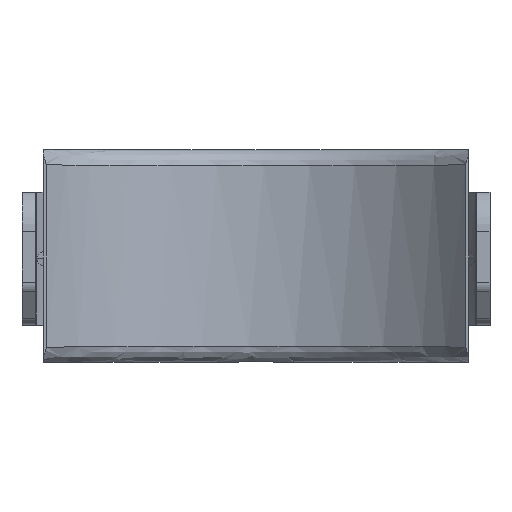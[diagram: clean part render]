
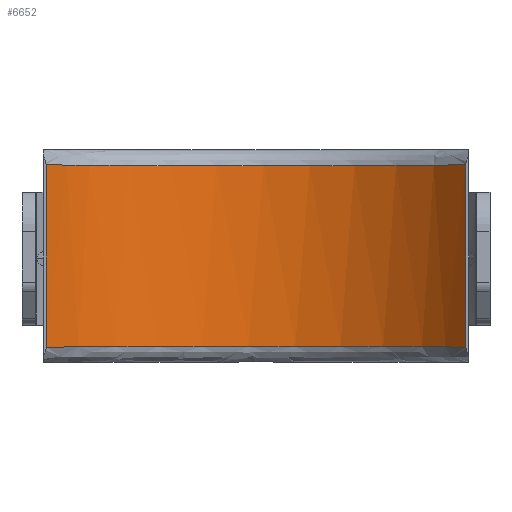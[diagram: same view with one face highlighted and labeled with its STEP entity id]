
A CAD part, front view. The second image highlights one B-rep face of the part: STEP entity #6652.
In plain terms, the highlighted cylindrical face has radius 50.5 mm (diameter 101 mm), a partial arc.
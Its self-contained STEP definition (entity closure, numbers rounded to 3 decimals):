
#40 = CARTESIAN_POINT ( 'NONE',  ( -39.472, -19., 17.163 ) ) ;
#93 = VECTOR ( 'NONE', #6922, 1000. ) ;
#282 = CARTESIAN_POINT ( 'NONE',  ( 18.437, -3.448, 17.004 ) ) ;
#316 = CARTESIAN_POINT ( 'NONE',  ( -18.457, -3.455, 17.004 ) ) ;
#407 = CARTESIAN_POINT ( 'NONE',  ( -32.931, -12.167, -17.065 ) ) ;
#424 = CARTESIAN_POINT ( 'NONE',  ( 1.885, 0.001, -16.999 ) ) ;
#457 = CARTESIAN_POINT ( 'NONE',  ( 34.324, -13.41, -17.079 ) ) ;
#756 = VERTEX_POINT ( 'NONE', #40 ) ;
#905 = CARTESIAN_POINT ( 'NONE',  ( 13.087, -1.689, 17. ) ) ;
#926 = CARTESIAN_POINT ( 'NONE',  ( -23.588, -5.808, 17.014 ) ) ;
#1028 = CARTESIAN_POINT ( 'NONE',  ( -28.414, -8.71, -17.033 ) ) ;
#1059 = CARTESIAN_POINT ( 'NONE',  ( 7.564, -0.533, -16.999 ) ) ;
#1088 = CARTESIAN_POINT ( 'NONE',  ( 38.285, -17.513, -17.137 ) ) ;
#1130 = CARTESIAN_POINT ( 'NONE',  ( 0., -50.5, 20. ) ) ;
#1307 = CARTESIAN_POINT ( 'NONE',  ( 39.472, -19., 17.163 ) ) ;
#1478 = CARTESIAN_POINT ( 'NONE',  ( 38.285, -17.513, 17.137 ) ) ;
#1501 = CARTESIAN_POINT ( 'NONE',  ( 7.564, -0.533, 16.999 ) ) ;
#1538 = CARTESIAN_POINT ( 'NONE',  ( -28.414, -8.71, 17.033 ) ) ;
#1639 = CARTESIAN_POINT ( 'NONE',  ( -23.588, -5.808, -17.014 ) ) ;
#1658 = CARTESIAN_POINT ( 'NONE',  ( 13.087, -1.689, -17. ) ) ;
#1674 = EDGE_CURVE ( 'NONE', #2899, #756, #7328, .T. ) ;
#1874 = B_SPLINE_CURVE_WITH_KNOTS ( 'NONE', 3,
 ( #7778, #6570, #5929, #4098, #407, #4720, #1028, #5344, #1639, #5983, #2264, #6599, #2898, #7201, #3519, #7808, #4126, #424, #4742, #1059, #5366, #1658, #6009, #2300, #6619, #2924, #7229, #3544, #7826, #4153, #457, #4762, #1088, #5394 ),
 .UNSPECIFIED., .F., .F.,
 ( 4, 2, 2, 2, 2, 2, 2, 2, 2, 2, 2, 2, 2, 2, 2, 2, 4 ),
 ( 0., 0.006, 0.011, 0.017, 0.023, 0.028, 0.034, 0.04, 0.045, 0.051, 0.057, 0.062, 0.068, 0.074, 0.079, 0.085, 0.091 ),
 .UNSPECIFIED. ) ;
#2007 = EDGE_CURVE ( 'NONE', #3289, #6481, #1874, .T. ) ;
#2108 = CARTESIAN_POINT ( 'NONE',  ( 34.324, -13.41, 17.079 ) ) ;
#2147 = CARTESIAN_POINT ( 'NONE',  ( 1.885, 0.001, 16.999 ) ) ;
#2167 = CARTESIAN_POINT ( 'NONE',  ( -32.931, -12.167, 17.065 ) ) ;
#2264 = CARTESIAN_POINT ( 'NONE',  ( -18.457, -3.455, -17.004 ) ) ;
#2300 = CARTESIAN_POINT ( 'NONE',  ( 18.437, -3.448, -17.004 ) ) ;
#2481 = FACE_OUTER_BOUND ( 'NONE', #5409, .T. ) ;
#2741 = CARTESIAN_POINT ( 'NONE',  ( 29.976, -9.815, 17.042 ) ) ;
#2764 = CARTESIAN_POINT ( 'NONE',  ( -3.805, -0.108, 16.999 ) ) ;
#2794 = CARTESIAN_POINT ( 'NONE',  ( -37.022, -16.102, 17.115 ) ) ;
#2898 = CARTESIAN_POINT ( 'NONE',  ( -13.051, -1.679, -17. ) ) ;
#2899 = VERTEX_POINT ( 'NONE', #1307 ) ;
#2924 = CARTESIAN_POINT ( 'NONE',  ( 23.61, -5.818, -17.014 ) ) ;
#2942 = EDGE_CURVE ( 'NONE', #2899, #6481, #5210, .T. ) ;
#2990 = EDGE_CURVE ( 'NONE', #756, #3289, #3190, .T. ) ;
#3190 = LINE ( 'NONE', #3235, #93 ) ;
#3235 = CARTESIAN_POINT ( 'NONE',  ( -39.472, -19., 20. ) ) ;
#3289 = VERTEX_POINT ( 'NONE', #7001 ) ;
#3369 = CARTESIAN_POINT ( 'NONE',  ( 25.262, -6.733, 17.019 ) ) ;
#3400 = CARTESIAN_POINT ( 'NONE',  ( -9.388, -0.845, 16.999 ) ) ;
#3427 = CARTESIAN_POINT ( 'NONE',  ( -39.472, -19., 17.163 ) ) ;
#3519 = CARTESIAN_POINT ( 'NONE',  ( -7.538, -0.53, -16.999 ) ) ;
#3544 = CARTESIAN_POINT ( 'NONE',  ( 28.445, -8.731, -17.033 ) ) ;
#3590 = AXIS2_PLACEMENT_3D ( 'NONE', #1130, #7903, #6692 ) ;
#3917 = CYLINDRICAL_SURFACE ( 'NONE', #3590, 50.5 ) ;
#3972 = CARTESIAN_POINT ( 'NONE',  ( 20.181, -4.169, 17.007 ) ) ;
#3996 = CARTESIAN_POINT ( 'NONE',  ( -14.865, -2.2, 17.001 ) ) ;
#4098 = CARTESIAN_POINT ( 'NONE',  ( -34.345, -13.43, -17.079 ) ) ;
#4126 = CARTESIAN_POINT ( 'NONE',  ( -1.92, -0.001, -16.999 ) ) ;
#4138 = ORIENTED_EDGE ( 'NONE', *, *, #1674, .T. ) ;
#4153 = CARTESIAN_POINT ( 'NONE',  ( 32.915, -12.155, -17.065 ) ) ;
#4584 = CARTESIAN_POINT ( 'NONE',  ( 14.89, -2.208, 17.001 ) ) ;
#4613 = CARTESIAN_POINT ( 'NONE',  ( -20.202, -4.179, 17.007 ) ) ;
#4720 = CARTESIAN_POINT ( 'NONE',  ( -29.955, -9.799, -17.042 ) ) ;
#4742 = CARTESIAN_POINT ( 'NONE',  ( 3.782, -0.106, -16.999 ) ) ;
#4762 = CARTESIAN_POINT ( 'NONE',  ( 37.017, -16.096, -17.115 ) ) ;
#5013 = VECTOR ( 'NONE', #7502, 1000. ) ;
#5033 = CARTESIAN_POINT ( 'NONE',  ( 39.472, -19., 20. ) ) ;
#5210 = LINE ( 'NONE', #5033, #5013 ) ;
#5217 = CARTESIAN_POINT ( 'NONE',  ( 9.424, -0.852, 16.999 ) ) ;
#5241 = CARTESIAN_POINT ( 'NONE',  ( -25.23, -6.714, 17.019 ) ) ;
#5344 = CARTESIAN_POINT ( 'NONE',  ( -25.23, -6.714, -17.019 ) ) ;
#5366 = CARTESIAN_POINT ( 'NONE',  ( 9.424, -0.852, -16.999 ) ) ;
#5394 = CARTESIAN_POINT ( 'NONE',  ( 39.472, -19., -17.163 ) ) ;
#5409 = EDGE_LOOP ( 'NONE', ( #5873, #6417, #6084, #4138 ) ) ;
#5815 = CARTESIAN_POINT ( 'NONE',  ( 37.017, -16.096, 17.115 ) ) ;
#5839 = CARTESIAN_POINT ( 'NONE',  ( 3.782, -0.106, 16.999 ) ) ;
#5843 = CARTESIAN_POINT ( 'NONE',  ( 39.472, -19., -17.163 ) ) ;
#5868 = CARTESIAN_POINT ( 'NONE',  ( -29.955, -9.799, 17.042 ) ) ;
#5873 = ORIENTED_EDGE ( 'NONE', *, *, #2990, .T. ) ;
#5929 = CARTESIAN_POINT ( 'NONE',  ( -37.022, -16.102, -17.115 ) ) ;
#5983 = CARTESIAN_POINT ( 'NONE',  ( -20.202, -4.179, -17.007 ) ) ;
#6009 = CARTESIAN_POINT ( 'NONE',  ( 14.89, -2.208, -17.001 ) ) ;
#6084 = ORIENTED_EDGE ( 'NONE', *, *, #2942, .F. ) ;
#6411 = CARTESIAN_POINT ( 'NONE',  ( 39.472, -19., 17.163 ) ) ;
#6417 = ORIENTED_EDGE ( 'NONE', *, *, #2007, .T. ) ;
#6441 = CARTESIAN_POINT ( 'NONE',  ( 32.915, -12.155, 17.065 ) ) ;
#6465 = CARTESIAN_POINT ( 'NONE',  ( -1.92, -0.001, 16.999 ) ) ;
#6481 = VERTEX_POINT ( 'NONE', #5843 ) ;
#6498 = CARTESIAN_POINT ( 'NONE',  ( -34.345, -13.43, 17.079 ) ) ;
#6570 = CARTESIAN_POINT ( 'NONE',  ( -38.285, -17.513, -17.137 ) ) ;
#6599 = CARTESIAN_POINT ( 'NONE',  ( -14.865, -2.2, -17.001 ) ) ;
#6619 = CARTESIAN_POINT ( 'NONE',  ( 20.181, -4.169, -17.007 ) ) ;
#6652 = ADVANCED_FACE ( 'NONE', ( #2481 ), #3917, .F. ) ;
#6692 = DIRECTION ( 'NONE',  ( -1., 0., 0. ) ) ;
#6922 = DIRECTION ( 'NONE',  ( 0., 0., -1. ) ) ;
#7001 = CARTESIAN_POINT ( 'NONE',  ( -39.472, -19., -17.163 ) ) ;
#7042 = CARTESIAN_POINT ( 'NONE',  ( 28.445, -8.731, 17.033 ) ) ;
#7072 = CARTESIAN_POINT ( 'NONE',  ( -7.538, -0.53, 16.999 ) ) ;
#7096 = CARTESIAN_POINT ( 'NONE',  ( -38.285, -17.513, 17.137 ) ) ;
#7201 = CARTESIAN_POINT ( 'NONE',  ( -9.388, -0.845, -16.999 ) ) ;
#7229 = CARTESIAN_POINT ( 'NONE',  ( 25.262, -6.733, -17.019 ) ) ;
#7328 = B_SPLINE_CURVE_WITH_KNOTS ( 'NONE', 3,
 ( #6411, #1478, #5815, #2108, #6441, #2741, #7042, #3369, #7647, #3972, #282, #4584, #905, #5217, #1501, #5839, #2147, #6465, #2764, #7072, #3400, #7680, #3996, #316, #4613, #926, #5241, #1538, #5868, #2167, #6498, #2794, #7096, #3427 ),
 .UNSPECIFIED., .F., .F.,
 ( 4, 2, 2, 2, 2, 2, 2, 2, 2, 2, 2, 2, 2, 2, 2, 2, 4 ),
 ( 0., 0.006, 0.011, 0.017, 0.023, 0.028, 0.034, 0.04, 0.046, 0.051, 0.057, 0.063, 0.068, 0.074, 0.08, 0.085, 0.091 ),
 .UNSPECIFIED. ) ;
#7502 = DIRECTION ( 'NONE',  ( 0., 0., -1. ) ) ;
#7647 = CARTESIAN_POINT ( 'NONE',  ( 23.61, -5.818, 17.014 ) ) ;
#7680 = CARTESIAN_POINT ( 'NONE',  ( -13.051, -1.679, 17. ) ) ;
#7778 = CARTESIAN_POINT ( 'NONE',  ( -39.472, -19., -17.163 ) ) ;
#7808 = CARTESIAN_POINT ( 'NONE',  ( -3.805, -0.108, -16.999 ) ) ;
#7826 = CARTESIAN_POINT ( 'NONE',  ( 29.976, -9.815, -17.042 ) ) ;
#7903 = DIRECTION ( 'NONE',  ( 0., 0., -1. ) ) ;
